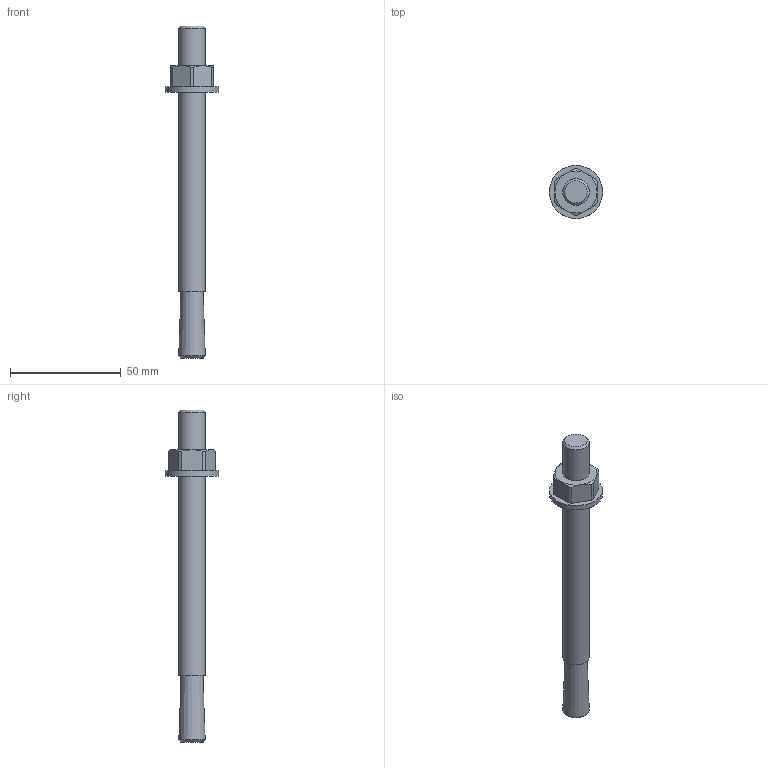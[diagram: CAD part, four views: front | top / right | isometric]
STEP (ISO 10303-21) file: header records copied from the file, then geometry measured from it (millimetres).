
FILE_DESCRIPTION(/* description */ ('STEP AP214'),/* implementation_level */ '2;1');
FILE_NAME(/* name */ '402526562_BODENDÜBEL_FBN_II_12_50.stp',/* time_stamp */ '2022-08-12T09:44:06+02:00',/* author */ ('Praktikant'),/* organization */ ('CADClick - www.CADClick.com'),/* preprocessor_version */ 'ST-DEVELOPER v17.2',/* originating_system */ 'Autodesk Inventor 2019',/* authorisation */ 'unknown authorization');
FILE_SCHEMA (('AUTOMOTIVE_DESIGN { 1 0 10303 214 3 1 1 }'));
Length unit declared in the file: millimetre
Products named in the file (3): item_0048583_Bodenbefestigungssatz_M12x150_1; item_0048583_Bodenbefestigungssatz M12x150_1; item_0048583_Bodenbefestigungssatz M12x150
Assembly tree (2 placements, depth 2):
  item_0048583_Bodenbefestigungssatz_M12x150_1
    item_0048583_Bodenbefestigungssatz M12x150_1
    item_0048583_Bodenbefestigungssatz M12x150
Bounding box: 24 x 24 x 150 mm (x, y, z)
Volume: 19092.9 mm3; surface area: 7706.3 mm2
Topology: 2 solids, 2 shells, 38 faces, 85 edges, 54 vertices
Faces by surface type: cone 15, plane 13, cylinder 10
Full cylindrical faces by diameter (mm): 12 x2, 13 x1, 24 x1
Entity records: 1155 total; most frequent: CARTESIAN_POINT 230, DIRECTION 183, ORIENTED_EDGE 170, EDGE_CURVE 85, AXIS2_PLACEMENT_3D 79, VERTEX_POINT 54, EDGE_LOOP 43, FACE_OUTER_BOUND 38
